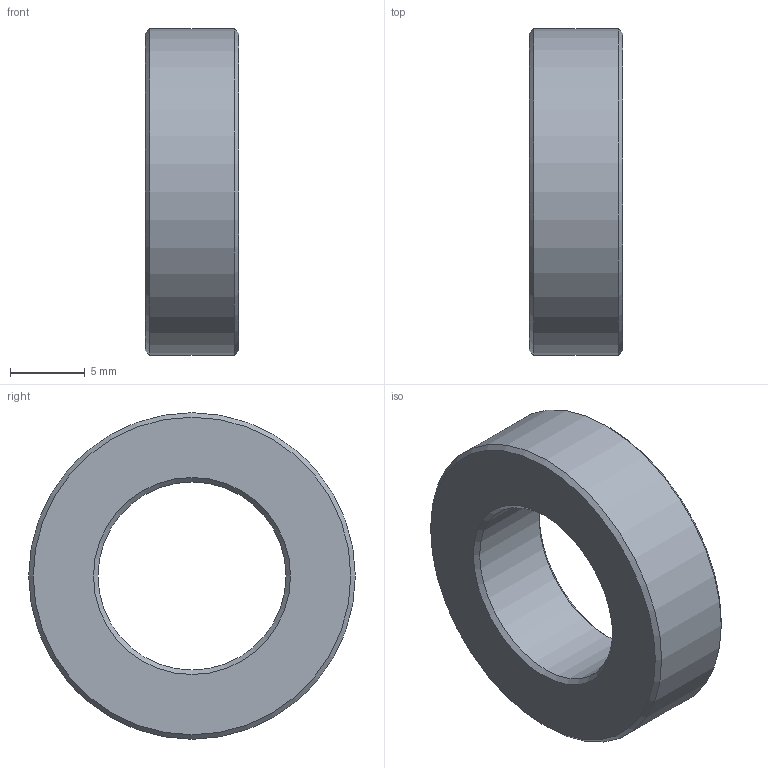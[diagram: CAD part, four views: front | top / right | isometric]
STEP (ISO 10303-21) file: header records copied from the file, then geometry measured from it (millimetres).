
FILE_DESCRIPTION(('FreeCAD Model'),'2;1');
FILE_NAME('Open CASCADE Shape Model','2024-03-27T15:45:32',(''),(''), 'Open CASCADE STEP processor 7.6','FreeCAD','Unknown');
FILE_SCHEMA(('AUTOMOTIVE_DESIGN { 1 0 10303 214 1 1 1 1 }'));
Length unit declared in the file: millimetre
Products named in the file (1): Spacer BUD FRE PLN BU01.75x00.50 - SPN-SPR-0259 (stemfie.org)
Bounding box: 6.25 x 21.88 x 21.88 mm (x, y, z)
Volume: 1559.8 mm3; surface area: 1141.6 mm2
Topology: 1 solids, 1 shells, 466 faces, 1292 edges, 860 vertices
Faces by surface type: plane 308, extrusion 152, cone 4, cylinder 2
Full cylindrical faces by diameter (mm): 12.6 x1, 21.875 x1
Entity records: 14902 total; most frequent: CARTESIAN_POINT 3531, ORIENTED_EDGE 2584, DIRECTION 1778, EDGE_CURVE 1292, VECTOR 1132, LINE 980, VERTEX_POINT 860, FACE_BOUND 500
